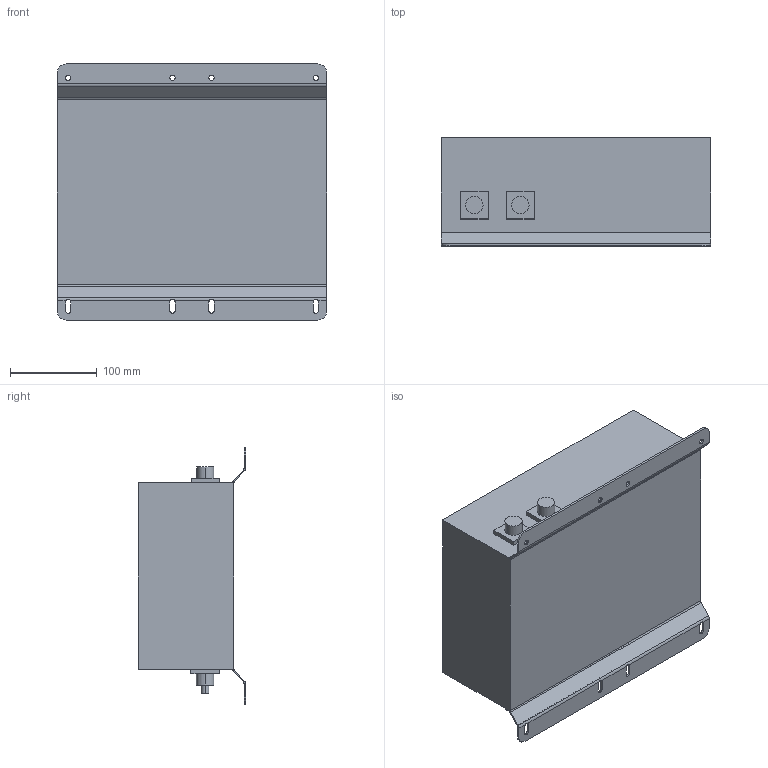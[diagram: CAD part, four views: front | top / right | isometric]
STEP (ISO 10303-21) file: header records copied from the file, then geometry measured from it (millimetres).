
FILE_DESCRIPTION (( 'STEP AP214' ), '1' );
FILE_NAME ('P-108-031-rev-A.STEP', '2021-07-28T14:44:41', ( '' ), ( '' ), 'SwSTEP 2.0', 'SolidWorks 2021', '' );
FILE_SCHEMA (( 'AUTOMOTIVE_DESIGN' ));
Length unit declared in the file: millimetre
Products named in the file (1): P-108-031-rev-A
Bounding box: 310 x 124 x 295 mm (x, y, z)
Volume: 7410604.9 mm3; surface area: 309431.5 mm2
Topology: 1 solids, 1 shells, 87 faces, 250 edges, 164 vertices
Faces by surface type: plane 47, cylinder 40
Entity records: 2990 total; most frequent: CARTESIAN_POINT 574, DIRECTION 506, ORIENTED_EDGE 500, EDGE_CURVE 250, AXIS2_PLACEMENT_3D 176, VERTEX_POINT 164, VECTOR 154, LINE 154
